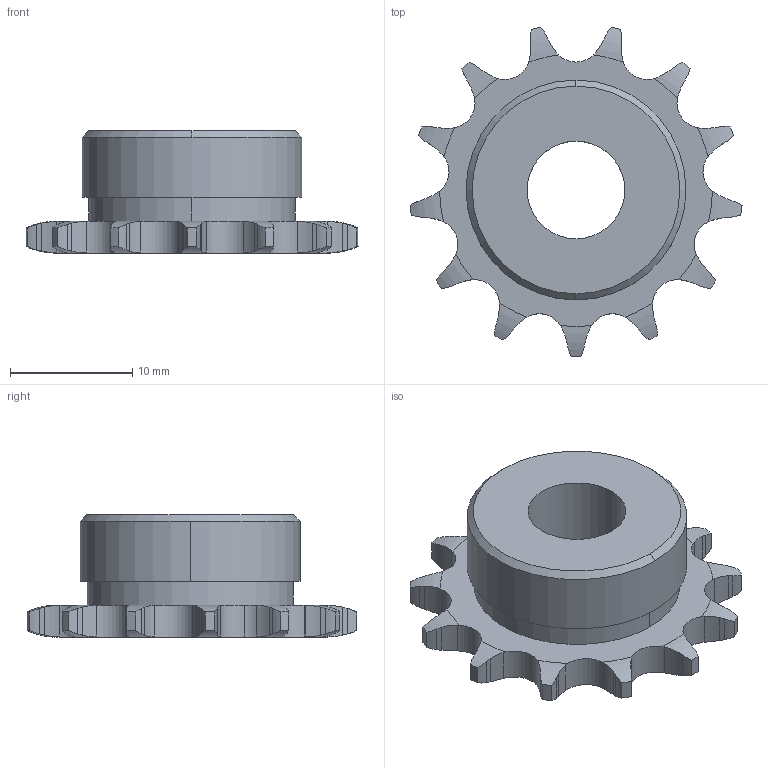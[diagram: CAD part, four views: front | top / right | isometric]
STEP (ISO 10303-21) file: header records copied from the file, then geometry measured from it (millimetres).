
FILE_DESCRIPTION (( 'STEP AP203' ), '1' );
FILE_NAME ('Sprocket 13T.STEP', '2019-10-20T06:41:54', ( '' ), ( '' ), 'SwSTEP 2.0', 'SolidWorks 2019', '' );
FILE_SCHEMA (( 'CONFIG_CONTROL_DESIGN' ));
Length unit declared in the file: millimetre
Products named in the file (1): Sprocket 13T
Bounding box: 27.18 x 26.99 x 10 mm (x, y, z)
Volume: 2405.9 mm3; surface area: 1742 mm2
Topology: 1 solids, 1 shells, 149 faces, 435 edges, 290 vertices
Faces by surface type: cylinder 91, plane 30, torus 26, cone 2
Entity records: 5226 total; most frequent: CARTESIAN_POINT 1517, ORIENTED_EDGE 870, DIRECTION 623, EDGE_CURVE 435, VERTEX_POINT 290, AXIS2_PLACEMENT_3D 252, B_SPLINE_CURVE_WITH_KNOTS 214, EDGE_LOOP 153
